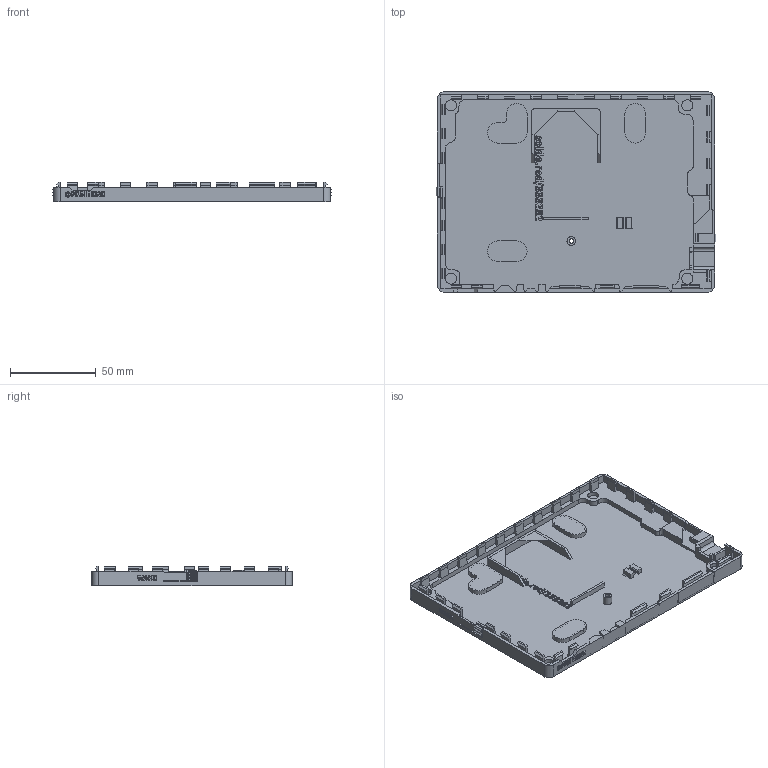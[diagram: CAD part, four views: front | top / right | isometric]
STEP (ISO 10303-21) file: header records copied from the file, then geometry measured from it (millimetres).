
FILE_DESCRIPTION(/* description */ (''),/* implementation_level */ '2;1');
FILE_NAME(/* name */ 'Inkplate 6plus v1.2.0. Bottom v1.2.3_.step',/* time_stamp */ '2023-06-06T14:16:44+02:00',/* author */ (''),/* organization */ (''),/* preprocessor_version */ 'ST-DEVELOPER v19.2',/* originating_system */ 'Autodesk Translation Framework v12.6.0.85',/* authorisation */ '');
FILE_SCHEMA (('AUTOMOTIVE_DESIGN { 1 0 10303 214 3 1 1 }'));
Length unit declared in the file: millimetre
Products named in the file (1): Inkplate 6plus v1.2.0. Bottom
Bounding box: 163 x 116.8 x 11.3 mm (x, y, z)
Volume: 36959 mm3; surface area: 54429.1 mm2
Topology: 1 solids, 1 shells, 1248 faces, 3481 edges, 2300 vertices
Faces by surface type: plane 783, bspline 413, cylinder 52
Full cylindrical faces by diameter (mm): 2.5 x1, 5 x1, 6.5 x4
Entity records: 43073 total; most frequent: CARTESIAN_POINT 13880, ORIENTED_EDGE 6962, DIRECTION 4430, EDGE_CURVE 3481, LINE 2550, VECTOR 2550, VERTEX_POINT 2300, EDGE_LOOP 1324
